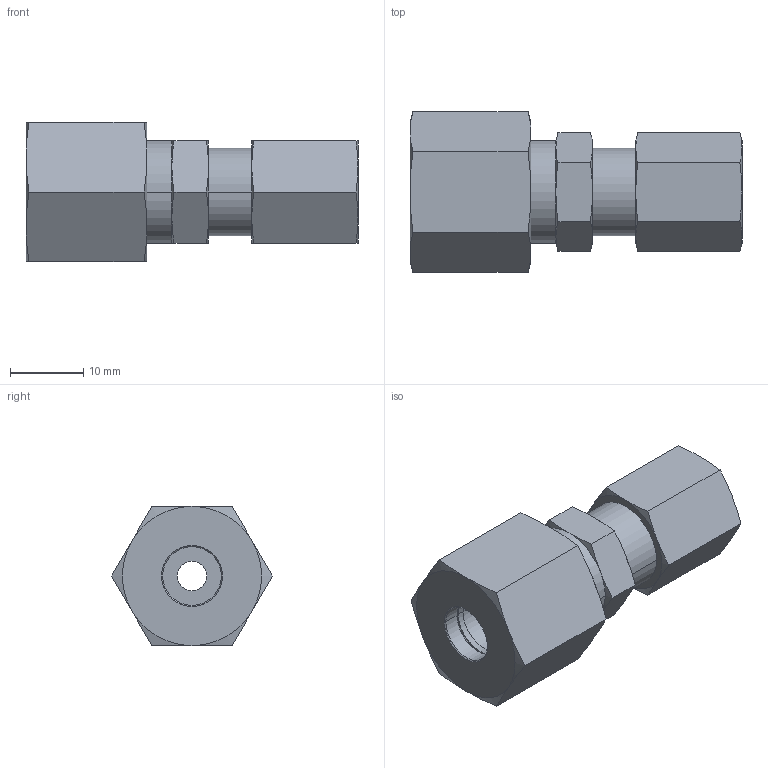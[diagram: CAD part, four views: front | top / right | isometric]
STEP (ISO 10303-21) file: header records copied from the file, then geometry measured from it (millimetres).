
FILE_DESCRIPTION((''),'2;1');
FILE_NAME('ILCM43000003','2009-07-23T',('mes'),(''),'PRO/ENGINEER BY PARAMETRIC TECHNOLOGY CORPORATION, 2007460','PRO/ENGINEER BY PARAMETRIC TECHNOLOGY CORPORATION, 2007460','');
FILE_SCHEMA(('AUTOMOTIVE_DESIGN_CC2 { 1 2 10303 214 -1 1 5 2 }'));
Length unit declared in the file: inch
Products named in the file (1): ILCM43000003
Bounding box: 45.3 x 21.94 x 19 mm (x, y, z)
Volume: 7208.2 mm3; surface area: 5334.1 mm2
Topology: 1 solids, 1 shells, 116 faces, 251 edges, 147 vertices
Faces by surface type: cone 62, plane 30, cylinder 24
Entity records: 4430 total; most frequent: CARTESIAN_POINT 1030, DIRECTION 522, ORIENTED_EDGE 502, EDGE_CURVE 251, AXIS2_PLACEMENT_3D 227, VERTEX_POINT 147, EDGE_LOOP 128, FACE_OUTER_BOUND 116
